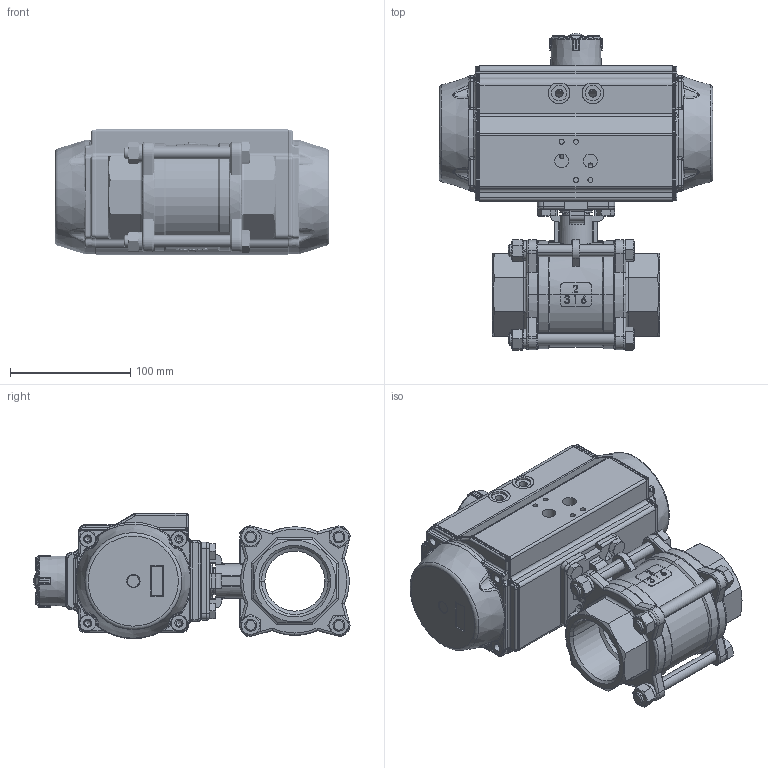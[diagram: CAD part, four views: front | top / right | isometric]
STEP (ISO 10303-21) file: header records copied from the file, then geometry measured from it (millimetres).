
FILE_DESCRIPTION(/* description */ ('Unknown'),/* implementation_level */ '2;1');
FILE_NAME(/* name */ 'PE04 9336-09',/* time_stamp */ '2025-01-20T13:16:28+01:00',/* author */ ('Unknown'),/* organization */ ('Unknown'),/* preprocessor_version */ 'ST-DEVELOPER v19.4',/* originating_system */ 'Solid Edge',/* authorisation */ 'Unknown');
FILE_SCHEMA (('AUTOMOTIVE_DESIGN {1 0 10303 214 3 1 1}'));
Products named in the file (24): PE049336-09; 9336-09_oa_0; 蹟邡; 蹟譫B_GB_FASTENER_NUT_SNC1 M10-N; 概裔; 概极; 沓蹋ㄗ奻ㄘ; 弹簧垫圈B_GB_FASTENER_WASHER_SW 10; 碟型垫圈; 概裝; 滅侂え; 概裝蹟譫; 揤杶; DIN 933 M8x20 A2-70 BLK_EDST; PD05_PE04; VTE85____; Optische Anzeige; ______; ________(___________; cup head nib bolts with large head gb_GB_FASTENER_BOLT_CHNBW M6X25-N; huosai85; zhou85; vt85-2016-06-25  _______MIR; vt85-2016-06-25
Assembly tree (41 placements, depth 4):
  PE049336-09
    9336-09_oa_0
      蹟邡  x4
      蹟譫B_GB_FASTENER_NUT_SNC1 M10-N  x4
      概裔  x2
      概极
      沓蹋ㄗ奻ㄘ
      弹簧垫圈B_GB_FASTENER_WASHER_SW 10  x4
      碟型垫圈  x2
      概裝
      滅侂え
      概裝蹟譫
      揤杶
    DIN 933 M8x20 A2-70 BLK_EDST  x4
    PD05_PE04
      VTE85____
      Optische Anzeige
        ______
        ________(___________  x4
        cup head nib bolts with large head gb_GB_FASTENER_BOLT_CHNBW M6X25-N
      huosai85  x2
      zhou85
      vt85-2016-06-25  _______MIR
      vt85-2016-06-25
Bounding box: 228 x 264.3 x 104.5 mm (x, y, z)
Volume: 1510256.2 mm3; surface area: 450672.8 mm2
Topology: 38 solids, 38 shells, 3779 faces, 9372 edges, 5779 vertices
Faces by surface type: plane 1165, cylinder 991, bspline 704, torus 534, cone 372, sphere 13
Full cylindrical faces by diameter (mm): 3 x16, 3.3 x8, 4 x2, 4.134 x8, 4.66 x1, 4.917 x13, 5 x1, 6 x1, 6.2 x1, 6.647 x6, 8 x4, 11.445 x2, 12 x2, 13 x14, 16.2 x1, 16.5 x1, 18.7 x1, 20 x7, 23 x12, 26 x1, 27 x1, 31.5 x1, 32.2 x1, 32.4 x1, 36 x4, 38.5 x1, 73 x2, 79.2 x2, 80 x2, 84 x6
Entity records: 128444 total; most frequent: CARTESIAN_POINT 66177, ORIENTED_EDGE 13614, DIRECTION 11404, EDGE_CURVE 6807, AXIS2_PLACEMENT_3D 4522, VERTEX_POINT 4362, FACE_BOUND 3295, EDGE_LOOP 3283
